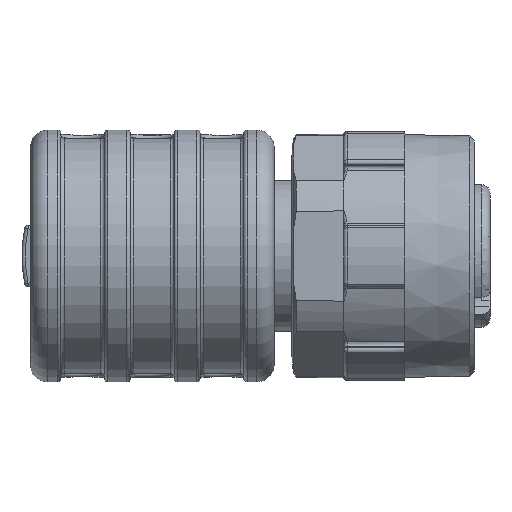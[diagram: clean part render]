
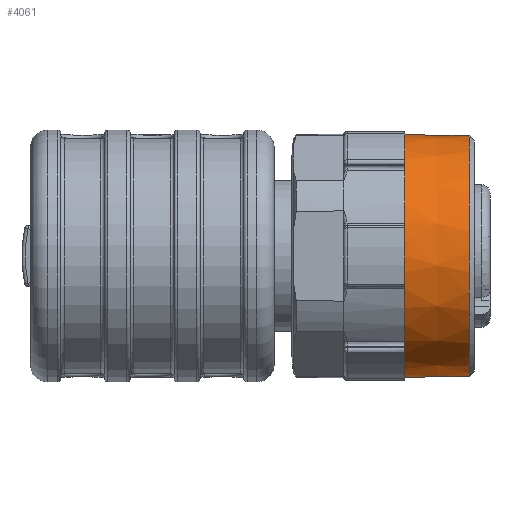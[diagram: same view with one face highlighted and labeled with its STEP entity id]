
A CAD part, front view. The second image highlights one B-rep face of the part: STEP entity #4061.
In plain terms, the highlighted conical face has half-angle 1 degrees and reference radius 7 mm.
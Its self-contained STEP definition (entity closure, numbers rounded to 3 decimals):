
#772=CONICAL_SURFACE('',#14244,7.,1.);
#4061=ADVANCED_FACE('',(#4656,#4657),#772,.T.);
#4656=FACE_BOUND('',#5351,.T.);
#4657=FACE_BOUND('',#5352,.T.);
#5351=EDGE_LOOP('',(#8360));
#5352=EDGE_LOOP('',(#8361,#8362,#8363,#8364,#8365,#8366,#8367,#8368,#8369,
#8370,#8371,#8372));
#8360=ORIENTED_EDGE('',*,*,#12025,.T.);
#8361=ORIENTED_EDGE('',*,*,#12026,.T.);
#8362=ORIENTED_EDGE('',*,*,#11866,.T.);
#8363=ORIENTED_EDGE('',*,*,#12027,.F.);
#8364=ORIENTED_EDGE('',*,*,#11894,.T.);
#8365=ORIENTED_EDGE('',*,*,#12028,.F.);
#8366=ORIENTED_EDGE('',*,*,#11915,.T.);
#8367=ORIENTED_EDGE('',*,*,#12029,.F.);
#8368=ORIENTED_EDGE('',*,*,#11936,.T.);
#8369=ORIENTED_EDGE('',*,*,#12030,.F.);
#8370=ORIENTED_EDGE('',*,*,#11957,.T.);
#8371=ORIENTED_EDGE('',*,*,#12031,.F.);
#8372=ORIENTED_EDGE('',*,*,#12024,.T.);
#10202=VERTEX_POINT('',#24583);
#10204=VERTEX_POINT('',#24586);
#10225=VERTEX_POINT('',#24653);
#10229=VERTEX_POINT('',#24662);
#10243=VERTEX_POINT('',#24716);
#10247=VERTEX_POINT('',#24725);
#10261=VERTEX_POINT('',#24779);
#10265=VERTEX_POINT('',#24788);
#10279=VERTEX_POINT('',#24842);
#10283=VERTEX_POINT('',#24851);
#10317=VERTEX_POINT('',#25074);
#10321=VERTEX_POINT('',#25083);
#10322=VERTEX_POINT('',#25087);
#11866=EDGE_CURVE('',#10204,#10202,#12976,.T.);
#11894=EDGE_CURVE('',#10225,#10229,#12991,.T.);
#11915=EDGE_CURVE('',#10243,#10247,#13001,.T.);
#11936=EDGE_CURVE('',#10261,#10265,#13011,.T.);
#11957=EDGE_CURVE('',#10279,#10283,#13021,.T.);
#12024=EDGE_CURVE('',#10317,#10321,#13047,.T.);
#12025=EDGE_CURVE('',#10322,#10322,#13048,.T.);
#12026=EDGE_CURVE('',#10321,#10204,#13049,.T.);
#12027=EDGE_CURVE('',#10225,#10202,#13050,.T.);
#12028=EDGE_CURVE('',#10243,#10229,#13051,.T.);
#12029=EDGE_CURVE('',#10261,#10247,#13052,.T.);
#12030=EDGE_CURVE('',#10279,#10265,#13053,.T.);
#12031=EDGE_CURVE('',#10317,#10283,#13054,.T.);
#12976=CIRCLE('',#14131,7.);
#12991=CIRCLE('',#14150,7.);
#13001=CIRCLE('',#14164,7.);
#13011=CIRCLE('',#14178,7.);
#13021=CIRCLE('',#14192,7.);
#13047=CIRCLE('',#14235,7.);
#13048=CIRCLE('',#14237,6.935);
#13049=CIRCLE('',#14238,7.);
#13050=CIRCLE('',#14239,7.);
#13051=CIRCLE('',#14240,7.);
#13052=CIRCLE('',#14241,7.);
#13053=CIRCLE('',#14242,7.);
#13054=CIRCLE('',#14243,7.);
#14131=AXIS2_PLACEMENT_3D('',#24585,#17032,#17033);
#14150=AXIS2_PLACEMENT_3D('',#24663,#17079,#17080);
#14164=AXIS2_PLACEMENT_3D('',#24726,#17114,#17115);
#14178=AXIS2_PLACEMENT_3D('',#24789,#17149,#17150);
#14192=AXIS2_PLACEMENT_3D('',#24852,#17184,#17185);
#14235=AXIS2_PLACEMENT_3D('',#25084,#17277,#17278);
#14237=AXIS2_PLACEMENT_3D('',#25086,#17281,#17282);
#14238=AXIS2_PLACEMENT_3D('',#25088,#17283,#17284);
#14239=AXIS2_PLACEMENT_3D('',#25089,#17285,#17286);
#14240=AXIS2_PLACEMENT_3D('',#25090,#17287,#17288);
#14241=AXIS2_PLACEMENT_3D('',#25091,#17289,#17290);
#14242=AXIS2_PLACEMENT_3D('',#25092,#17291,#17292);
#14243=AXIS2_PLACEMENT_3D('',#25093,#17293,#17294);
#14244=AXIS2_PLACEMENT_3D('',#25094,#17295,#17296);
#17032=DIRECTION('',(1.,0.,0.));
#17033=DIRECTION('',(0.,-0.5,0.866));
#17079=DIRECTION('',(1.,0.,0.));
#17080=DIRECTION('',(0.,-0.5,0.866));
#17114=DIRECTION('',(1.,0.,0.));
#17115=DIRECTION('',(0.,-0.5,0.866));
#17149=DIRECTION('',(1.,0.,0.));
#17150=DIRECTION('',(0.,-0.5,0.866));
#17184=DIRECTION('',(1.,0.,0.));
#17185=DIRECTION('',(0.,-0.5,0.866));
#17277=DIRECTION('',(1.,0.,0.));
#17278=DIRECTION('',(0.,-0.5,0.866));
#17281=DIRECTION('',(-1.,0.,0.));
#17282=DIRECTION('',(0.,-0.5,0.866));
#17283=DIRECTION('',(1.,0.,0.));
#17284=DIRECTION('',(0.,-0.5,0.866));
#17285=DIRECTION('',(-1.,0.,0.));
#17286=DIRECTION('',(0.,1.,0.));
#17287=DIRECTION('',(-1.,0.,0.));
#17288=DIRECTION('',(0.,0.5,0.866));
#17289=DIRECTION('',(-1.,0.,0.));
#17290=DIRECTION('',(0.,-0.5,0.866));
#17291=DIRECTION('',(-1.,0.,0.));
#17292=DIRECTION('',(0.,-1.,0.));
#17293=DIRECTION('',(-1.,0.,0.));
#17294=DIRECTION('',(0.,-0.5,-0.866));
#17295=DIRECTION('',(-1.,0.,0.));
#17296=DIRECTION('',(0.,0.5,-0.866));
#24583=CARTESIAN_POINT('',(139.585,-12.792,-12.745));
#24585=CARTESIAN_POINT('',(139.585,-11.05,-5.965));
#24586=CARTESIAN_POINT('',(139.585,-16.051,-10.863));
#24653=CARTESIAN_POINT('',(139.585,-9.308,-12.745));
#24662=CARTESIAN_POINT('',(139.585,-6.049,-10.863));
#24663=CARTESIAN_POINT('',(139.585,-11.05,-5.965));
#24716=CARTESIAN_POINT('',(139.585,-4.308,-7.846));
#24725=CARTESIAN_POINT('',(139.585,-4.308,-4.083));
#24726=CARTESIAN_POINT('',(139.585,-11.05,-5.965));
#24779=CARTESIAN_POINT('',(139.585,-6.049,-1.066));
#24788=CARTESIAN_POINT('',(139.585,-9.308,0.815));
#24789=CARTESIAN_POINT('',(139.585,-11.05,-5.965));
#24842=CARTESIAN_POINT('',(139.585,-12.792,0.815));
#24851=CARTESIAN_POINT('',(139.585,-16.051,-1.066));
#24852=CARTESIAN_POINT('',(139.585,-11.05,-5.965));
#25074=CARTESIAN_POINT('',(139.585,-17.792,-4.083));
#25083=CARTESIAN_POINT('',(139.585,-17.792,-7.846));
#25084=CARTESIAN_POINT('',(139.585,-11.05,-5.965));
#25086=CARTESIAN_POINT('',(143.285,-11.05,-5.965));
#25087=CARTESIAN_POINT('',(143.285,-14.518,0.042));
#25088=CARTESIAN_POINT('',(139.585,-11.05,-5.965));
#25089=CARTESIAN_POINT('',(139.585,-11.05,-5.965));
#25090=CARTESIAN_POINT('',(139.585,-11.05,-5.965));
#25091=CARTESIAN_POINT('',(139.585,-11.05,-5.965));
#25092=CARTESIAN_POINT('',(139.585,-11.05,-5.965));
#25093=CARTESIAN_POINT('',(139.585,-11.05,-5.965));
#25094=CARTESIAN_POINT('',(139.585,-11.05,-5.965));
